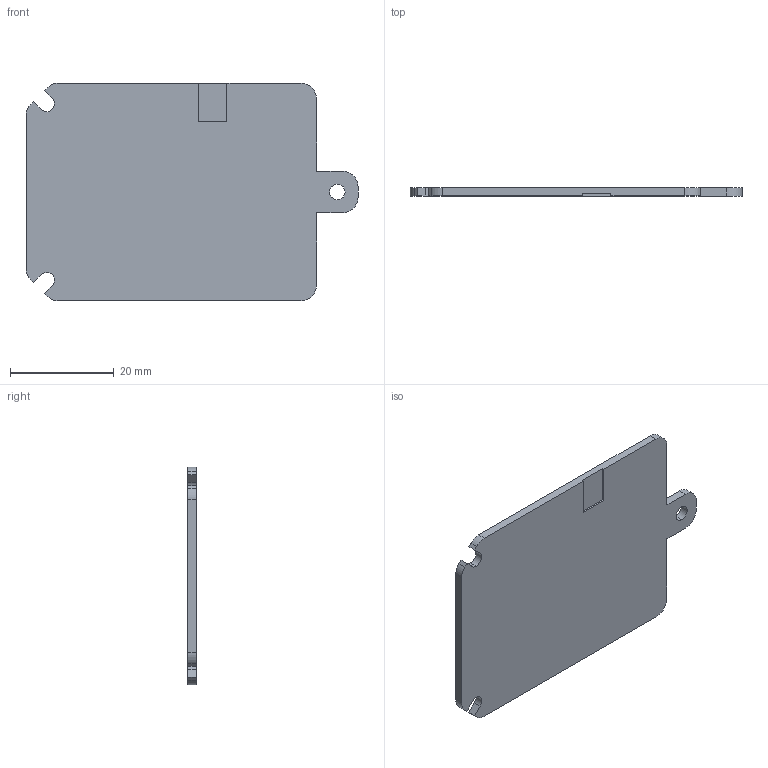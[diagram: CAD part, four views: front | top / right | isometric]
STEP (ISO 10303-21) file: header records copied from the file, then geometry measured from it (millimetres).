
FILE_DESCRIPTION (( 'STEP AP203' ), '1' );
FILE_NAME ('lights control board shape v1.STEP', '2012-06-02T11:19:01', ( 'CUER' ), ( '' ), 'SwSTEP 2.0', 'SolidWorks 2011', '' );
FILE_SCHEMA (( 'CONFIG_CONTROL_DESIGN' ));
Length unit declared in the file: millimetre
Products named in the file (1): lights control board shape v1
Bounding box: 64 x 1.6 x 42 mm (x, y, z)
Volume: 3752.9 mm3; surface area: 5072.1 mm2
Topology: 1 solids, 1 shells, 35 faces, 99 edges, 66 vertices
Faces by surface type: plane 22, cylinder 13
Entity records: 1220 total; most frequent: CARTESIAN_POINT 201, ORIENTED_EDGE 198, DIRECTION 197, EDGE_CURVE 99, LINE 73, VECTOR 73, VERTEX_POINT 66, AXIS2_PLACEMENT_3D 62
